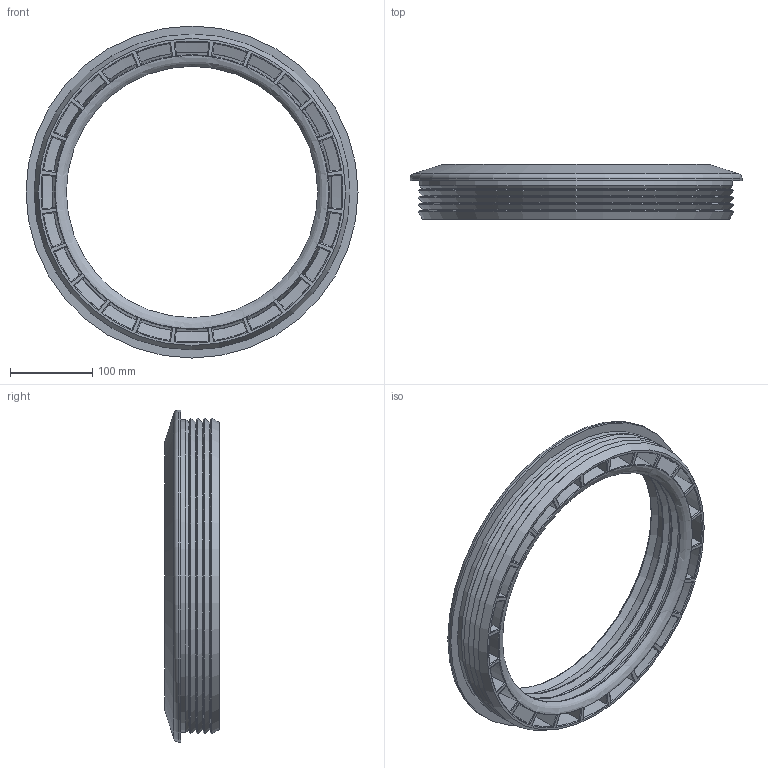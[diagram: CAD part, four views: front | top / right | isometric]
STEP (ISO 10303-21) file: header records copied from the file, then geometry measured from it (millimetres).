
FILE_DESCRIPTION(/* description */ (''),/* implementation_level */ '2;1');
FILE_NAME(/* name */ '660300z.stp',/* time_stamp */ '2024-11-14T12:13:21+01:00',/* author */ ('corinna'),/* organization */ (''),/* preprocessor_version */ 'ST-DEVELOPER v20',/* originating_system */ 'Autodesk Inventor 2024',/* authorisation */ '');
FILE_SCHEMA (('AUTOMOTIVE_DESIGN { 1 0 10303 214 3 1 1 }'));
Length unit declared in the file: millimetre
Products named in the file (1): 660300z
Bounding box: 403 x 66.5 x 403 mm (x, y, z)
Volume: 1305572.7 mm3; surface area: 417108.7 mm2
Topology: 1 solids, 1 shells, 306 faces, 851 edges, 547 vertices
Faces by surface type: torus 110, cone 96, cylinder 50, plane 50
Full cylindrical faces by diameter (mm): 380.1 x1, 403 x1
Entity records: 11615 total; most frequent: CARTESIAN_POINT 3613, DIRECTION 1762, ORIENTED_EDGE 1702, EDGE_CURVE 851, AXIS2_PLACEMENT_3D 748, VERTEX_POINT 547, CIRCLE 441, EDGE_LOOP 308
